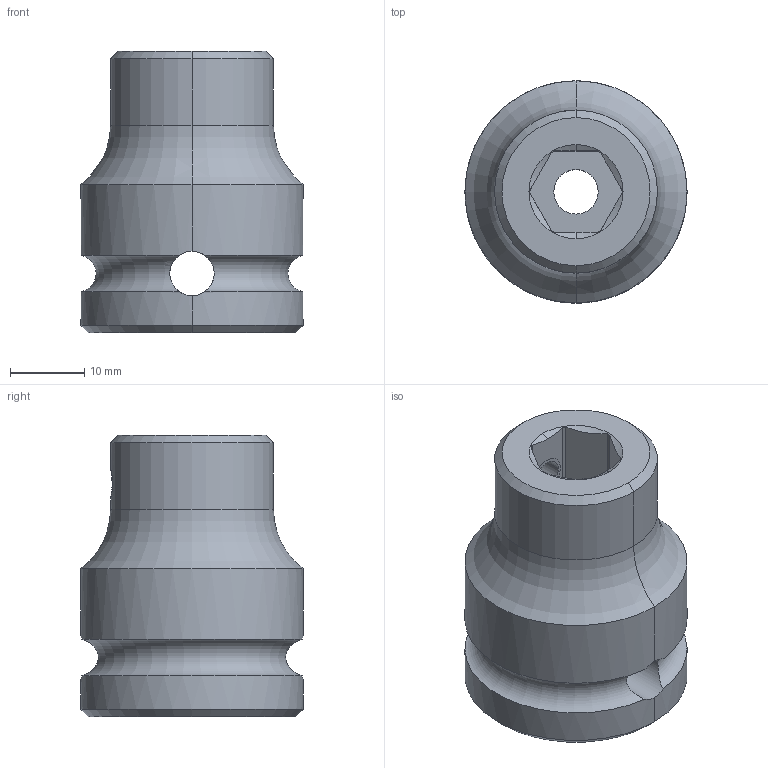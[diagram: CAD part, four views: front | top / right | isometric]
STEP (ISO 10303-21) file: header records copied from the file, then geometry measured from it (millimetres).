
FILE_DESCRIPTION((''),'2;1');
FILE_NAME('4027133510','2023-09-01T09:38:45',('a00565553'),(''),'CREO PARAMETRIC BY PTC INC, 2022414','CREO PARAMETRIC BY PTC INC, 2022414','');
FILE_SCHEMA(('CONFIG_CONTROL_DESIGN','GEOMETRIC_VALIDATION_PROPERTIES_MIM'));
Length unit declared in the file: millimetre
Products named in the file (1): 4027133510
Bounding box: 30 x 30 x 38 mm (x, y, z)
Volume: 16221.7 mm3; surface area: 6051.3 mm2
Topology: 1 solids, 2 shells, 60 faces, 166 edges, 106 vertices
Faces by surface type: cylinder 27, plane 19, cone 10, torus 4
Entity records: 2804 total; most frequent: CARTESIAN_POINT 655, ORIENTED_EDGE 326, DIRECTION 299, PRESENTATION_STYLE_ASSIGNMENT 168, STYLED_ITEM 168, CURVE_STYLE 166, EDGE_CURVE 166, AXIS2_PLACEMENT_3D 118
